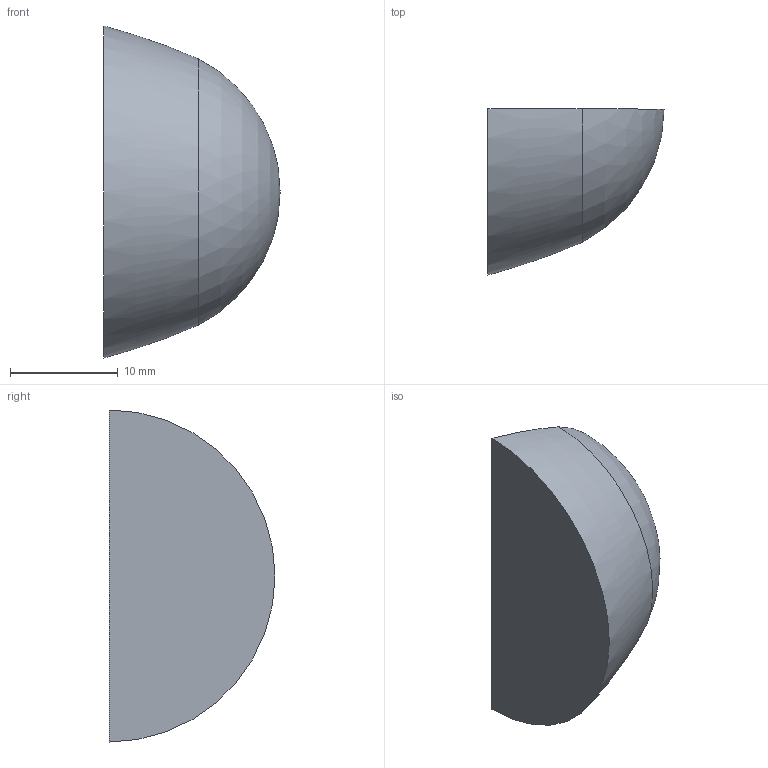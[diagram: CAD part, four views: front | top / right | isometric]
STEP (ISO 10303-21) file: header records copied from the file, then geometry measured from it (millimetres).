
FILE_DESCRIPTION(/* description */ ('STEP AP242','CAx-IF Rec.Pracs.---Representation and Presentation of Product Manufacturing Information (PMI)---4.0---2014-10-13','CAx-IF Rec.Pracs.---3D Tessellated Geometry---0.4---2014-09-14','2;1'),/* implementation_level */ '2;1');
FILE_NAME(/* name */ 'leg - Part 15 (1)',/* time_stamp */ '2024-10-29T02:26:10Z',/* author */ (''),/* organization */ (''),/* preprocessor_version */ 'ST-DEVELOPER v20',/* originating_system */ ' ',/* authorisation */ ' ');
FILE_SCHEMA (('AP242_MANAGED_MODEL_BASED_3D_ENGINEERING_MIM_LF { 1 0 10303 442 1 1 4 }'));
Length unit declared in the file: metre
Products named in the file (1): Part 15
Bounding box: 16.31 x 15.37 x 30.74 mm (x, y, z)
Volume: 2165.3 mm3; surface area: 2087.2 mm2
Topology: 1 solids, 1 shells, 9 faces, 20 edges, 13 vertices
Faces by surface type: plane 5, cylinder 2, sphere 1, torus 1
Entity records: 265 total; most frequent: DIRECTION 47, CARTESIAN_POINT 40, ORIENTED_EDGE 36, AXIS2_PLACEMENT_3D 19, EDGE_CURVE 18, VERTEX_POINT 12, EDGE_LOOP 10, FACE_BOUND 10
